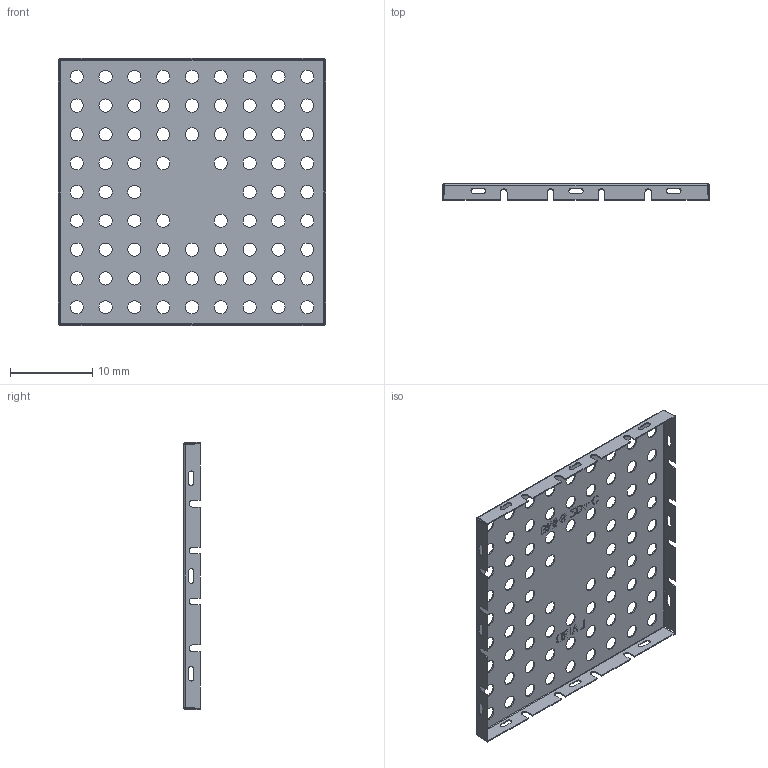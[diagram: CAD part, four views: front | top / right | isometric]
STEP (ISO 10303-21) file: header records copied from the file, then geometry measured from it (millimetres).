
FILE_DESCRIPTION((''),'2;1');
FILE_NAME('BMI-S-204-C','2020-06-25T10:54:48',('Tim.Wrona'),('LAIRD'),'CREO PARAMETRIC BY PTC INC, 2018020','CREO PARAMETRIC BY PTC INC, 2018020','');
FILE_SCHEMA(('AUTOMOTIVE_DESIGN { 1 0 10303 214 1 1 1 1 }'));
Length unit declared in the file: millimetre
Products named in the file (1): BMI-S-204-C
Bounding box: 32.46 x 2 x 32.46 mm (x, y, z)
Volume: 143.1 mm3; surface area: 2292.6 mm2
Topology: 1 solids, 1 shells, 650 faces, 1843 edges, 1218 vertices
Faces by surface type: plane 438, cylinder 200, bspline 12
Entity records: 22126 total; most frequent: CARTESIAN_POINT 4130, ORIENTED_EDGE 3686, DIRECTION 3496, EDGE_CURVE 1843, VECTOR 1435, LINE 1435, VERTEX_POINT 1218, AXIS2_PLACEMENT_3D 1029
